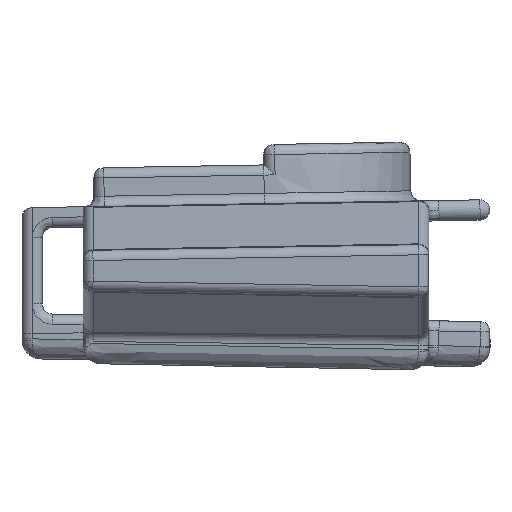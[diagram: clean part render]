
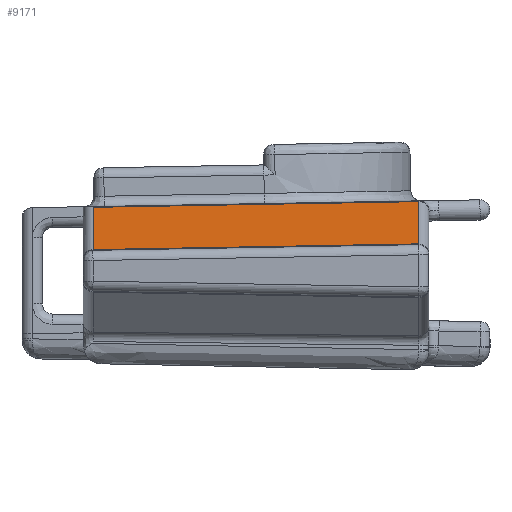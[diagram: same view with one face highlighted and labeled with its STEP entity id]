
A CAD part, left-side view. The second image highlights one B-rep face of the part: STEP entity #9171.
In plain terms, the highlighted planar face has unit normal (-0.385, 0.018, 0.923).
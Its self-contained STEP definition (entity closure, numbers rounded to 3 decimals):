
#357 = ORIENTED_EDGE ( 'NONE', *, *, #5487, .F. ) ;
#751 = DIRECTION ( 'NONE',  ( -0.003, -1., 0.017 ) ) ;
#767 = VECTOR ( 'NONE', #9985, 1000. ) ;
#840 = DIRECTION ( 'NONE',  ( -0.923, 0., -0.385 ) ) ;
#936 = CARTESIAN_POINT ( 'NONE',  ( -25.705, 3.509, 1.326 ) ) ;
#1436 = EDGE_CURVE ( 'NONE', #7501, #4956, #9748, .T. ) ;
#2159 = ORIENTED_EDGE ( 'NONE', *, *, #1436, .T. ) ;
#2361 = CARTESIAN_POINT ( 'NONE',  ( -4.273, 3.509, 10.256 ) ) ;
#2431 = EDGE_CURVE ( 'NONE', #6883, #7501, #7515, .T. ) ;
#2459 = CARTESIAN_POINT ( 'NONE',  ( -20.671, 19.509, 3.121 ) ) ;
#3307 = CARTESIAN_POINT ( 'NONE',  ( -20.739, 0.089, 3.46 ) ) ;
#3713 = CARTESIAN_POINT ( 'NONE',  ( -25.649, 19.509, 1.047 ) ) ;
#4312 = LINE ( 'NONE', #2361, #8633 ) ;
#4401 = AXIS2_PLACEMENT_3D ( 'NONE', #7060, #9702, #9582 ) ;
#4945 = ORIENTED_EDGE ( 'NONE', *, *, #6882, .F. ) ;
#4956 = VERTEX_POINT ( 'NONE', #936 ) ;
#5135 = VECTOR ( 'NONE', #751, 1000. ) ;
#5404 = FACE_OUTER_BOUND ( 'NONE', #6670, .T. ) ;
#5487 = EDGE_CURVE ( 'NONE', #6883, #5820, #6146, .T. ) ;
#5705 = ORIENTED_EDGE ( 'NONE', *, *, #2431, .T. ) ;
#5820 = VERTEX_POINT ( 'NONE', #7386 ) ;
#6146 = LINE ( 'NONE', #3307, #767 ) ;
#6670 = EDGE_LOOP ( 'NONE', ( #2159, #4945, #357, #5705 ) ) ;
#6882 = EDGE_CURVE ( 'NONE', #5820, #4956, #4312, .T. ) ;
#6883 = VERTEX_POINT ( 'NONE', #2459 ) ;
#7060 = CARTESIAN_POINT ( 'NONE',  ( -4.297, 0.017, 10.312 ) ) ;
#7249 = VECTOR ( 'NONE', #840, 1000. ) ;
#7386 = CARTESIAN_POINT ( 'NONE',  ( -20.727, 3.509, 3.4 ) ) ;
#7496 = DIRECTION ( 'NONE',  ( -0.923, 0., -0.385 ) ) ;
#7501 = VERTEX_POINT ( 'NONE', #3713 ) ;
#7515 = LINE ( 'NONE', #8446, #7249 ) ;
#7544 = CARTESIAN_POINT ( 'NONE',  ( -25.649, 19.509, 1.047 ) ) ;
#8446 = CARTESIAN_POINT ( 'NONE',  ( -4.166, 19.509, 9.998 ) ) ;
#8633 = VECTOR ( 'NONE', #7496, 1000. ) ;
#8774 = PLANE ( 'NONE',  #4401 ) ;
#9171 = ADVANCED_FACE ( 'NONE', ( #5404 ), #8774, .T. ) ;
#9582 = DIRECTION ( 'NONE',  ( 0.923, 0., 0.385 ) ) ;
#9702 = DIRECTION ( 'NONE',  ( -0.385, 0.017, 0.923 ) ) ;
#9748 = LINE ( 'NONE', #7544, #5135 ) ;
#9985 = DIRECTION ( 'NONE',  ( -0.003, -1., 0.017 ) ) ;
